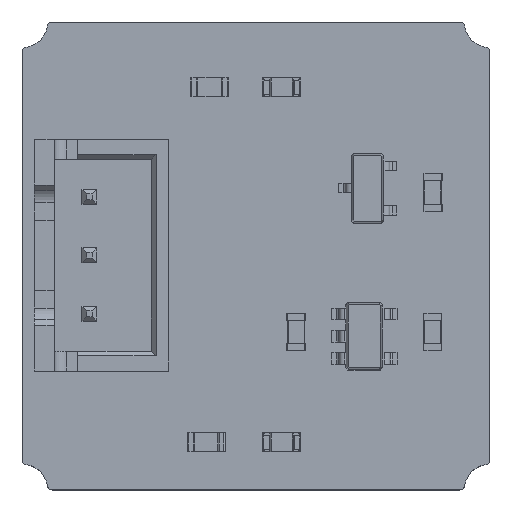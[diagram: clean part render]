
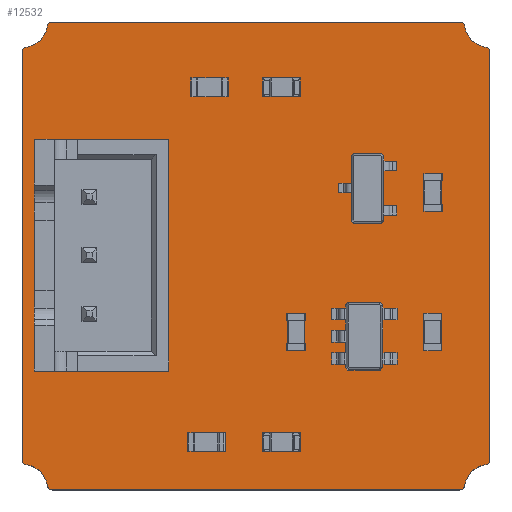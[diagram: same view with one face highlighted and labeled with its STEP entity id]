
A CAD part, top view. The second image highlights one B-rep face of the part: STEP entity #12532.
In plain terms, the highlighted planar face has unit normal (0, 0, 1).
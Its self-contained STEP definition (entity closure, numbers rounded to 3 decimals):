
#12277 = VERTEX_POINT('',#12278);
#12278 = CARTESIAN_POINT('',(154.55,-80.97,1.6));
#12284 = EDGE_CURVE('',#12277,#12285,#12287,.T.);
#12285 = VERTEX_POINT('',#12286);
#12286 = CARTESIAN_POINT('',(154.748,-81.139,1.6));
#12287 = CIRCLE('',#12288,0.2);
#12288 = AXIS2_PLACEMENT_3D('',#12289,#12290,#12291);
#12289 = CARTESIAN_POINT('',(154.55,-81.17,1.6));
#12290 = DIRECTION('',(0.,0.,-1.));
#12291 = DIRECTION('',(0.,1.,0.));
#12319 = VERTEX_POINT('',#12320);
#12320 = CARTESIAN_POINT('',(137.119,-80.97,1.6));
#12326 = EDGE_CURVE('',#12319,#12277,#12327,.T.);
#12327 = LINE('',#12328,#12329);
#12328 = CARTESIAN_POINT('',(137.119,-80.97,1.6));
#12329 = VECTOR('',#12330,1.);
#12330 = DIRECTION('',(1.,0.,0.));
#12348 = EDGE_CURVE('',#12285,#12349,#12351,.T.);
#12349 = VERTEX_POINT('',#12350);
#12350 = CARTESIAN_POINT('',(155.665,-82.057,1.6));
#12351 = CIRCLE('',#12352,1.1);
#12352 = AXIS2_PLACEMENT_3D('',#12353,#12354,#12355);
#12353 = CARTESIAN_POINT('',(155.835,-80.97,1.6));
#12354 = DIRECTION('',(0.,0.,1.));
#12355 = DIRECTION('',(-0.988,-0.154,0.));
#12532 = ADVANCED_FACE('',(#12533,#12650,#12661,#12672),#12683,.F.);
#12533 = FACE_BOUND('',#12534,.F.);
#12534 = EDGE_LOOP('',(#12535,#12536,#12537,#12546,#12554,#12563,#12572,
    #12581,#12589,#12598,#12607,#12616,#12624,#12633,#12642,#12649));
#12535 = ORIENTED_EDGE('',*,*,#12284,.T.);
#12536 = ORIENTED_EDGE('',*,*,#12348,.T.);
#12537 = ORIENTED_EDGE('',*,*,#12538,.T.);
#12538 = EDGE_CURVE('',#12349,#12539,#12541,.T.);
#12539 = VERTEX_POINT('',#12540);
#12540 = CARTESIAN_POINT('',(155.835,-82.255,1.6));
#12541 = CIRCLE('',#12542,0.2);
#12542 = AXIS2_PLACEMENT_3D('',#12543,#12544,#12545);
#12543 = CARTESIAN_POINT('',(155.634,-82.255,1.6));
#12544 = DIRECTION('',(0.,0.,-1.));
#12545 = DIRECTION('',(0.154,0.988,0.));
#12546 = ORIENTED_EDGE('',*,*,#12547,.T.);
#12547 = EDGE_CURVE('',#12539,#12548,#12550,.T.);
#12548 = VERTEX_POINT('',#12549);
#12549 = CARTESIAN_POINT('',(155.835,-99.685,1.6));
#12550 = LINE('',#12551,#12552);
#12551 = CARTESIAN_POINT('',(155.835,-82.255,1.6));
#12552 = VECTOR('',#12553,1.);
#12553 = DIRECTION('',(0.,-1.,0.));
#12554 = ORIENTED_EDGE('',*,*,#12555,.T.);
#12555 = EDGE_CURVE('',#12548,#12556,#12558,.T.);
#12556 = VERTEX_POINT('',#12557);
#12557 = CARTESIAN_POINT('',(155.665,-99.883,1.6));
#12558 = CIRCLE('',#12559,0.2);
#12559 = AXIS2_PLACEMENT_3D('',#12560,#12561,#12562);
#12560 = CARTESIAN_POINT('',(155.635,-99.685,1.6));
#12561 = DIRECTION('',(0.,0.,-1.));
#12562 = DIRECTION('',(1.,0.,0.));
#12563 = ORIENTED_EDGE('',*,*,#12564,.T.);
#12564 = EDGE_CURVE('',#12556,#12565,#12567,.T.);
#12565 = VERTEX_POINT('',#12566);
#12566 = CARTESIAN_POINT('',(154.748,-100.801,1.6));
#12567 = CIRCLE('',#12568,1.1);
#12568 = AXIS2_PLACEMENT_3D('',#12569,#12570,#12571);
#12569 = CARTESIAN_POINT('',(155.834,-100.97,1.6));
#12570 = DIRECTION('',(0.,0.,1.));
#12571 = DIRECTION('',(-0.154,0.988,0.));
#12572 = ORIENTED_EDGE('',*,*,#12573,.T.);
#12573 = EDGE_CURVE('',#12565,#12574,#12576,.T.);
#12574 = VERTEX_POINT('',#12575);
#12575 = CARTESIAN_POINT('',(154.55,-100.97,1.6));
#12576 = CIRCLE('',#12577,0.2);
#12577 = AXIS2_PLACEMENT_3D('',#12578,#12579,#12580);
#12578 = CARTESIAN_POINT('',(154.55,-100.77,1.6));
#12579 = DIRECTION('',(0.,0.,-1.));
#12580 = DIRECTION('',(0.988,-0.154,0.));
#12581 = ORIENTED_EDGE('',*,*,#12582,.T.);
#12582 = EDGE_CURVE('',#12574,#12583,#12585,.T.);
#12583 = VERTEX_POINT('',#12584);
#12584 = CARTESIAN_POINT('',(137.119,-100.97,1.6));
#12585 = LINE('',#12586,#12587);
#12586 = CARTESIAN_POINT('',(154.55,-100.97,1.6));
#12587 = VECTOR('',#12588,1.);
#12588 = DIRECTION('',(-1.,0.,0.));
#12589 = ORIENTED_EDGE('',*,*,#12590,.T.);
#12590 = EDGE_CURVE('',#12583,#12591,#12593,.T.);
#12591 = VERTEX_POINT('',#12592);
#12592 = CARTESIAN_POINT('',(136.921,-100.801,1.6));
#12593 = CIRCLE('',#12594,0.2);
#12594 = AXIS2_PLACEMENT_3D('',#12595,#12596,#12597);
#12595 = CARTESIAN_POINT('',(137.119,-100.77,1.6));
#12596 = DIRECTION('',(0.,0.,-1.));
#12597 = DIRECTION('',(0.,-1.,0.));
#12598 = ORIENTED_EDGE('',*,*,#12599,.T.);
#12599 = EDGE_CURVE('',#12591,#12600,#12602,.T.);
#12600 = VERTEX_POINT('',#12601);
#12601 = CARTESIAN_POINT('',(136.004,-99.883,1.6));
#12602 = CIRCLE('',#12603,1.1);
#12603 = AXIS2_PLACEMENT_3D('',#12604,#12605,#12606);
#12604 = CARTESIAN_POINT('',(135.835,-100.97,1.6));
#12605 = DIRECTION('',(0.,0.,1.));
#12606 = DIRECTION('',(0.988,0.154,-0.));
#12607 = ORIENTED_EDGE('',*,*,#12608,.T.);
#12608 = EDGE_CURVE('',#12600,#12609,#12611,.T.);
#12609 = VERTEX_POINT('',#12610);
#12610 = CARTESIAN_POINT('',(135.835,-99.685,1.6));
#12611 = CIRCLE('',#12612,0.2);
#12612 = AXIS2_PLACEMENT_3D('',#12613,#12614,#12615);
#12613 = CARTESIAN_POINT('',(136.034,-99.686,1.6));
#12614 = DIRECTION('',(0.,0.,-1.));
#12615 = DIRECTION('',(-0.154,-0.988,-0.));
#12616 = ORIENTED_EDGE('',*,*,#12617,.T.);
#12617 = EDGE_CURVE('',#12609,#12618,#12620,.T.);
#12618 = VERTEX_POINT('',#12619);
#12619 = CARTESIAN_POINT('',(135.835,-82.255,1.6));
#12620 = LINE('',#12621,#12622);
#12621 = CARTESIAN_POINT('',(135.835,-99.685,1.6));
#12622 = VECTOR('',#12623,1.);
#12623 = DIRECTION('',(0.,1.,0.));
#12624 = ORIENTED_EDGE('',*,*,#12625,.T.);
#12625 = EDGE_CURVE('',#12618,#12626,#12628,.T.);
#12626 = VERTEX_POINT('',#12627);
#12627 = CARTESIAN_POINT('',(136.004,-82.057,1.6));
#12628 = CIRCLE('',#12629,0.2);
#12629 = AXIS2_PLACEMENT_3D('',#12630,#12631,#12632);
#12630 = CARTESIAN_POINT('',(136.035,-82.255,1.6));
#12631 = DIRECTION('',(0.,0.,-1.));
#12632 = DIRECTION('',(-1.,0.,-0.));
#12633 = ORIENTED_EDGE('',*,*,#12634,.T.);
#12634 = EDGE_CURVE('',#12626,#12635,#12637,.T.);
#12635 = VERTEX_POINT('',#12636);
#12636 = CARTESIAN_POINT('',(136.921,-81.139,1.6));
#12637 = CIRCLE('',#12638,1.1);
#12638 = AXIS2_PLACEMENT_3D('',#12639,#12640,#12641);
#12639 = CARTESIAN_POINT('',(135.835,-80.97,1.6));
#12640 = DIRECTION('',(0.,0.,1.));
#12641 = DIRECTION('',(0.154,-0.988,0.));
#12642 = ORIENTED_EDGE('',*,*,#12643,.T.);
#12643 = EDGE_CURVE('',#12635,#12319,#12644,.T.);
#12644 = CIRCLE('',#12645,0.2);
#12645 = AXIS2_PLACEMENT_3D('',#12646,#12647,#12648);
#12646 = CARTESIAN_POINT('',(137.119,-81.17,1.6));
#12647 = DIRECTION('',(0.,0.,-1.));
#12648 = DIRECTION('',(-0.988,0.154,0.));
#12649 = ORIENTED_EDGE('',*,*,#12326,.T.);
#12650 = FACE_BOUND('',#12651,.F.);
#12651 = EDGE_LOOP('',(#12652));
#12652 = ORIENTED_EDGE('',*,*,#12653,.F.);
#12653 = EDGE_CURVE('',#12654,#12654,#12656,.T.);
#12654 = VERTEX_POINT('',#12655);
#12655 = CARTESIAN_POINT('',(138.715,-93.925,1.6));
#12656 = CIRCLE('',#12657,0.475);
#12657 = AXIS2_PLACEMENT_3D('',#12658,#12659,#12660);
#12658 = CARTESIAN_POINT('',(138.715,-93.45,1.6));
#12659 = DIRECTION('',(-0.,0.,-1.));
#12660 = DIRECTION('',(-0.,-1.,0.));
#12661 = FACE_BOUND('',#12662,.F.);
#12662 = EDGE_LOOP('',(#12663));
#12663 = ORIENTED_EDGE('',*,*,#12664,.F.);
#12664 = EDGE_CURVE('',#12665,#12665,#12667,.T.);
#12665 = VERTEX_POINT('',#12666);
#12666 = CARTESIAN_POINT('',(138.715,-91.425,1.6));
#12667 = CIRCLE('',#12668,0.475);
#12668 = AXIS2_PLACEMENT_3D('',#12669,#12670,#12671);
#12669 = CARTESIAN_POINT('',(138.715,-90.95,1.6));
#12670 = DIRECTION('',(-0.,0.,-1.));
#12671 = DIRECTION('',(-0.,-1.,0.));
#12672 = FACE_BOUND('',#12673,.F.);
#12673 = EDGE_LOOP('',(#12674));
#12674 = ORIENTED_EDGE('',*,*,#12675,.F.);
#12675 = EDGE_CURVE('',#12676,#12676,#12678,.T.);
#12676 = VERTEX_POINT('',#12677);
#12677 = CARTESIAN_POINT('',(138.715,-88.925,1.6));
#12678 = CIRCLE('',#12679,0.475);
#12679 = AXIS2_PLACEMENT_3D('',#12680,#12681,#12682);
#12680 = CARTESIAN_POINT('',(138.715,-88.45,1.6));
#12681 = DIRECTION('',(-0.,0.,-1.));
#12682 = DIRECTION('',(-0.,-1.,0.));
#12683 = PLANE('',#12684);
#12684 = AXIS2_PLACEMENT_3D('',#12685,#12686,#12687);
#12685 = CARTESIAN_POINT('',(145.835,-90.97,1.6));
#12686 = DIRECTION('',(-0.,-0.,-1.));
#12687 = DIRECTION('',(-1.,0.,0.));
